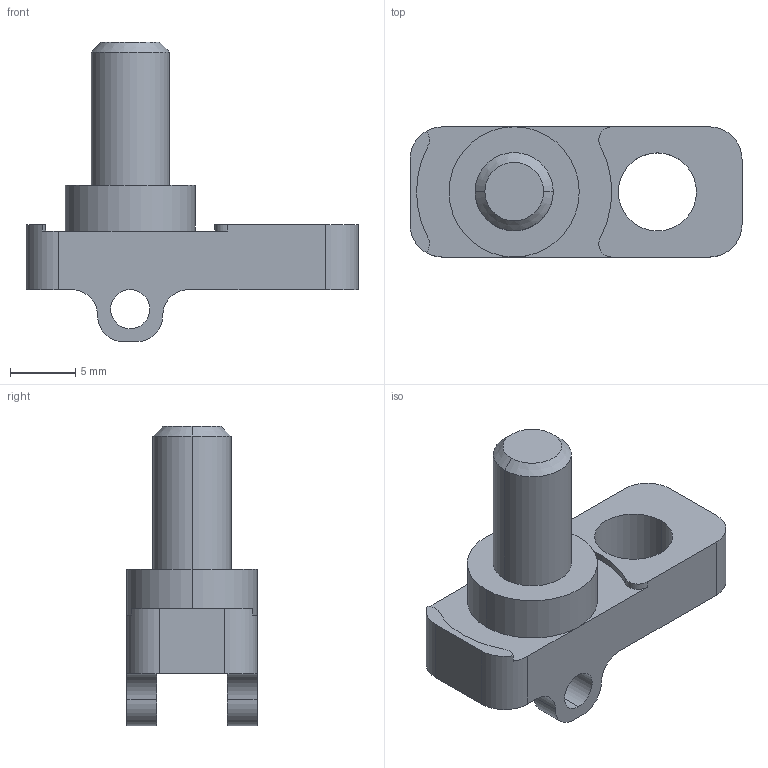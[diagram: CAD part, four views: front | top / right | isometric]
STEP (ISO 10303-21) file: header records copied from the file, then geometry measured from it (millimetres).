
FILE_DESCRIPTION (( 'STEP AP203' ), '1' );
FILE_NAME ('SA090-1208-31_Roller holder_C.STEP', '2022-02-16T23:02:33', ( '' ), ( '' ), 'SwSTEP 2.0', 'SolidWorks 2018', '' );
FILE_SCHEMA (( 'CONFIG_CONTROL_DESIGN' ));
Length unit declared in the file: millimetre
Products named in the file (1): SA090-1208-31_Roller holder_C
Bounding box: 25.5 x 10 x 23 mm (x, y, z)
Volume: 1426.1 mm3; surface area: 1427.3 mm2
Topology: 1 solids, 1 shells, 65 faces, 179 edges, 118 vertices
Faces by surface type: cylinder 39, plane 24, cone 2
Entity records: 2194 total; most frequent: DIRECTION 395, CARTESIAN_POINT 363, ORIENTED_EDGE 358, EDGE_CURVE 179, AXIS2_PLACEMENT_3D 150, VERTEX_POINT 118, VECTOR 95, LINE 95
